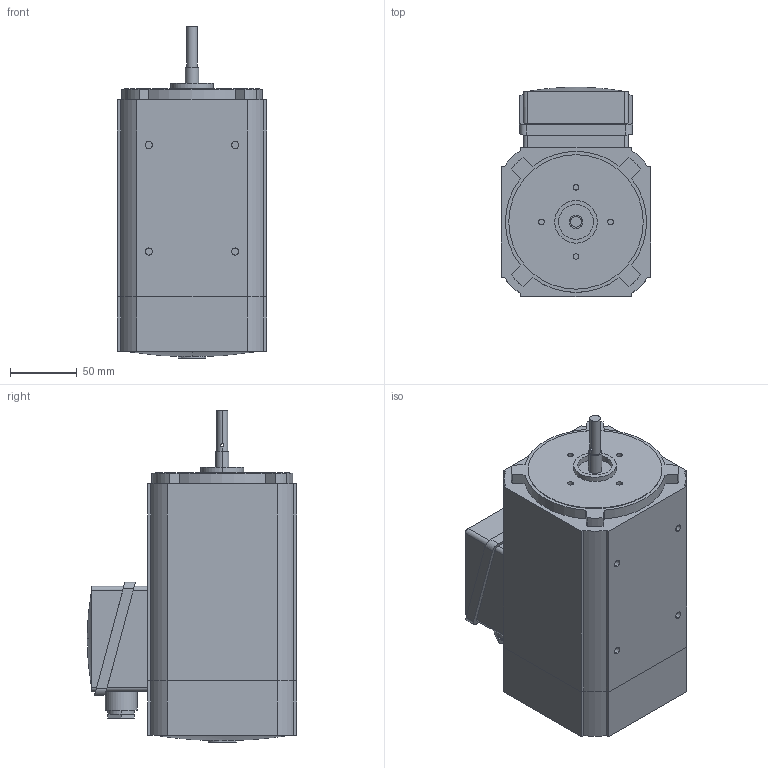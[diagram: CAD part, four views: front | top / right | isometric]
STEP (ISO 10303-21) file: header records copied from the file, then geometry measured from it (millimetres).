
FILE_DESCRIPTION (( 'STEP AP214' ), '1' );
FILE_NAME ('IGL100-80.STEP', '2023-05-17T07:57:08', ( '' ), ( '' ), 'SwSTEP 2.0', 'SolidWorks 2020', '' );
FILE_SCHEMA (( 'AUTOMOTIVE_DESIGN' ));
Length unit declared in the file: millimetre
Products named in the file (1): IGL100-80
Bounding box: 112 x 157.5 x 249.5 mm (x, y, z)
Volume: 2672180.8 mm3; surface area: 128947.1 mm2
Topology: 1 solids, 1 shells, 184 faces, 453 edges, 291 vertices
Faces by surface type: plane 105, cylinder 72, sphere 7
Entity records: 5544 total; most frequent: CARTESIAN_POINT 1063, DIRECTION 962, ORIENTED_EDGE 906, EDGE_CURVE 453, AXIS2_PLACEMENT_3D 346, VERTEX_POINT 291, VECTOR 270, LINE 270
